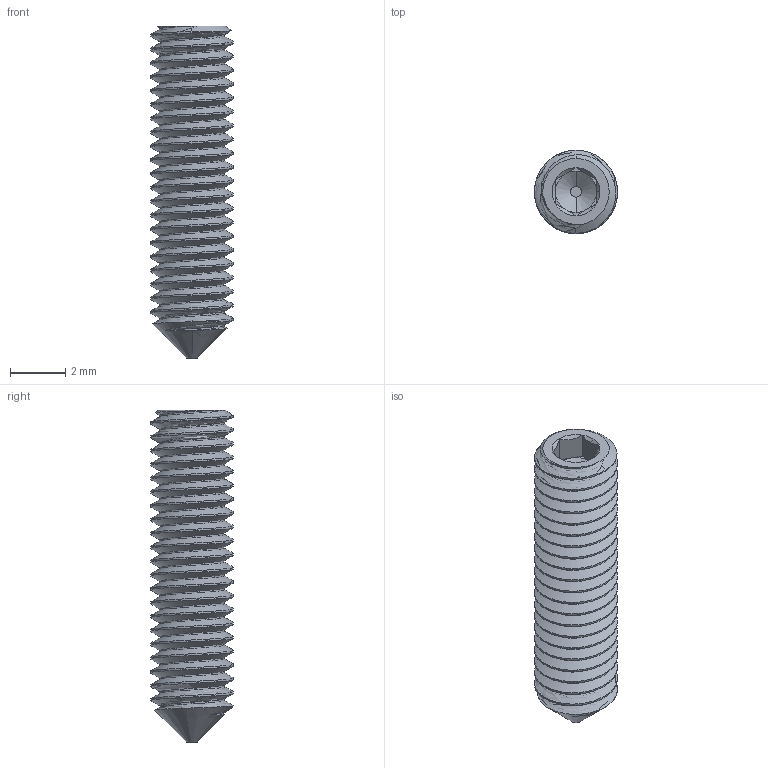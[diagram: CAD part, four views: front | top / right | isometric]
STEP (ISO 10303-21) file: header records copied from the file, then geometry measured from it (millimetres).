
FILE_DESCRIPTION (( 'STEP AP203' ), '1' );
FILE_NAME ('91217A078_18-8 Stainless Steel Cone-Point Set Screw.STEP', '2023-08-21T19:28:07', ( 'Administrator' ), ( 'Managed by Terraform' ), 'SwSTEP 2.0', 'SolidWorks 2017', '' );
FILE_SCHEMA (( 'CONFIG_CONTROL_DESIGN' ));
Length unit declared in the file: millimetre
Products named in the file (1): 91217A078_18-8 Stainless Steel Cone-Point Set Screw
Bounding box: 3 x 3 x 12 mm (x, y, z)
Volume: 61.5 mm3; surface area: 177.2 mm2
Topology: 1 solids, 1 shells, 77 faces, 202 edges, 128 vertices
Faces by surface type: cylinder 44, cone 15, plane 15, bspline 3
Entity records: 5069 total; most frequent: CARTESIAN_POINT 3395, ORIENTED_EDGE 404, DIRECTION 269, EDGE_CURVE 202, VERTEX_POINT 128, AXIS2_PLACEMENT_3D 100, EDGE_LOOP 78, ADVANCED_FACE 77
